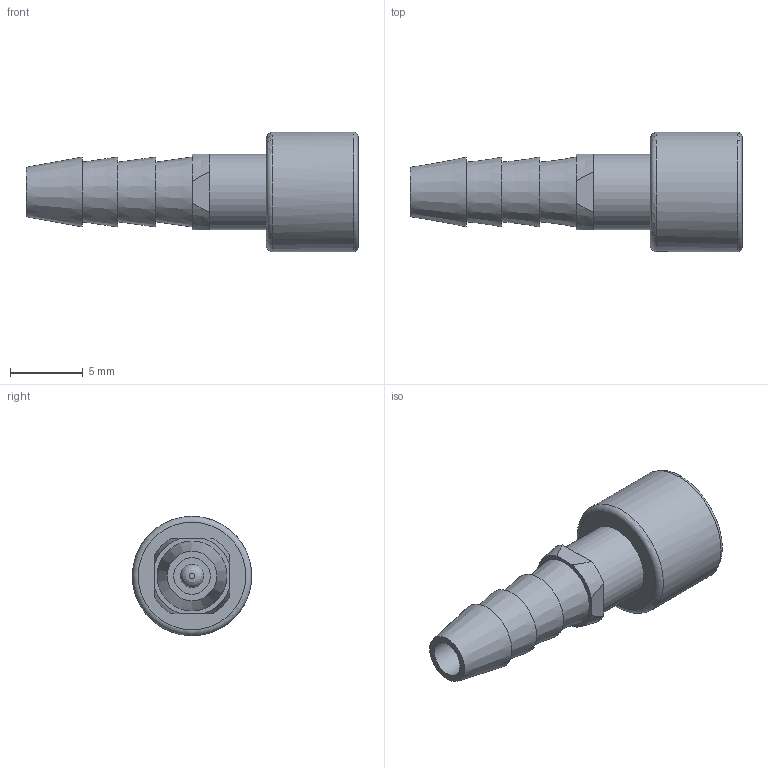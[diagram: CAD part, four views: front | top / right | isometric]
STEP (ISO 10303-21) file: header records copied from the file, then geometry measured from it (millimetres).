
FILE_DESCRIPTION(/* description */ (''),/* implementation_level */ '2;1');
FILE_NAME(/* name */ '3D_PCFS-4.0.stp',/* time_stamp */ '2026-02-15T22:54:11+03:00',/* author */ ('krute'),/* organization */ (''),/* preprocessor_version */ 'ST-DEVELOPER v20.1',/* originating_system */ 'Autodesk Inventor 2026',/* authorisation */ '');
FILE_SCHEMA (('CONFIG_CONTROL_DESIGN'));
Length unit declared in the file: millimetre
Products named in the file (1): 3D_1011000020013_PCFS-4.0_V1.0
Bounding box: 22.8 x 8.2 x 8.2 mm (x, y, z)
Volume: 373.4 mm3; surface area: 801.7 mm2
Topology: 1 solids, 3 shells, 76 faces, 181 edges, 119 vertices
Faces by surface type: plane 38, cylinder 21, cone 11, torus 5, bspline 1
Full cylindrical faces by diameter (mm): 1.6 x1, 1.8 x1, 2.5 x2, 4.4 x2, 5.2 x1, 6.4 x1, 8.2 x1
Entity records: 2291 total; most frequent: CARTESIAN_POINT 419, DIRECTION 410, ORIENTED_EDGE 362, EDGE_CURVE 181, AXIS2_PLACEMENT_3D 161, VERTEX_POINT 119, EDGE_LOOP 88, LINE 88
